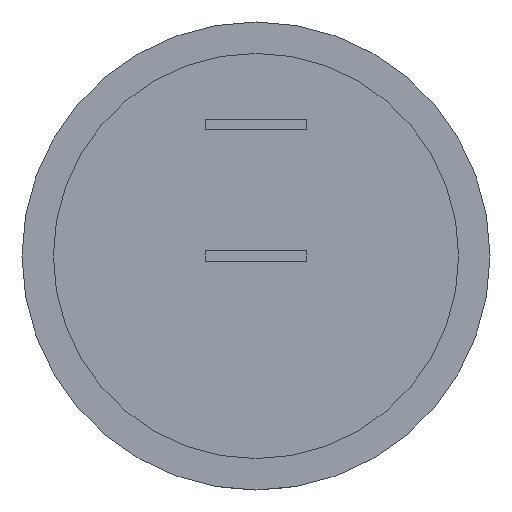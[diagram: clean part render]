
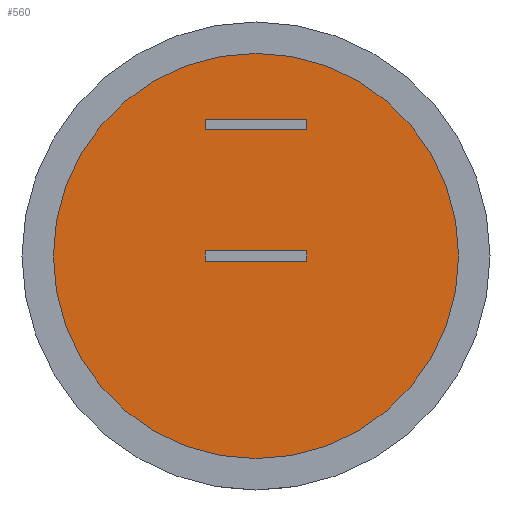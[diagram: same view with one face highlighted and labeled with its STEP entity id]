
A CAD part, front view. The second image highlights one B-rep face of the part: STEP entity #560.
In plain terms, the highlighted planar face has unit normal (0, -1, 0).
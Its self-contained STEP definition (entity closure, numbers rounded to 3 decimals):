
#25=PLANE('',#612);
#45=CIRCLE('',#613,10.);
#57=LINE('',#881,#103);
#58=LINE('',#883,#104);
#59=LINE('',#885,#105);
#60=LINE('',#886,#106);
#61=LINE('',#889,#107);
#62=LINE('',#891,#108);
#63=LINE('',#893,#109);
#64=LINE('',#894,#110);
#103=VECTOR('',#664,5.);
#104=VECTOR('',#665,0.5);
#105=VECTOR('',#666,5.);
#106=VECTOR('',#667,0.5);
#107=VECTOR('',#668,5.);
#108=VECTOR('',#669,0.5);
#109=VECTOR('',#670,5.);
#110=VECTOR('',#671,0.5);
#150=FACE_BOUND('',#193,.T.);
#151=FACE_BOUND('',#194,.T.);
#155=FACE_OUTER_BOUND('',#192,.T.);
#192=EDGE_LOOP('',(#395));
#193=EDGE_LOOP('',(#396,#397,#398,#399));
#194=EDGE_LOOP('',(#400,#401,#402,#403));
#262=VERTEX_POINT('',#877);
#263=VERTEX_POINT('',#879);
#264=VERTEX_POINT('',#880);
#265=VERTEX_POINT('',#882);
#266=VERTEX_POINT('',#884);
#267=VERTEX_POINT('',#887);
#268=VERTEX_POINT('',#888);
#269=VERTEX_POINT('',#890);
#270=VERTEX_POINT('',#892);
#315=EDGE_CURVE('',#262,#262,#45,.T.);
#316=EDGE_CURVE('',#263,#264,#57,.T.);
#317=EDGE_CURVE('',#265,#263,#58,.T.);
#318=EDGE_CURVE('',#266,#265,#59,.T.);
#319=EDGE_CURVE('',#264,#266,#60,.T.);
#320=EDGE_CURVE('',#267,#268,#61,.T.);
#321=EDGE_CURVE('',#269,#267,#62,.T.);
#322=EDGE_CURVE('',#270,#269,#63,.T.);
#323=EDGE_CURVE('',#268,#270,#64,.T.);
#395=ORIENTED_EDGE('',*,*,#315,.T.);
#396=ORIENTED_EDGE('',*,*,#316,.F.);
#397=ORIENTED_EDGE('',*,*,#317,.F.);
#398=ORIENTED_EDGE('',*,*,#318,.F.);
#399=ORIENTED_EDGE('',*,*,#319,.F.);
#400=ORIENTED_EDGE('',*,*,#320,.F.);
#401=ORIENTED_EDGE('',*,*,#321,.F.);
#402=ORIENTED_EDGE('',*,*,#322,.F.);
#403=ORIENTED_EDGE('',*,*,#323,.F.);
#560=ADVANCED_FACE('',(#155,#150,#151),#25,.T.);
#612=AXIS2_PLACEMENT_3D('',#876,#660,#661);
#613=AXIS2_PLACEMENT_3D('',#878,#662,#663);
#660=DIRECTION('center_axis',(0.,-1.,0.));
#661=DIRECTION('ref_axis',(0.,0.,-1.));
#662=DIRECTION('center_axis',(0.,-1.,0.));
#663=DIRECTION('ref_axis',(0.,0.,-1.));
#664=DIRECTION('',(1.,0.,0.));
#665=DIRECTION('',(0.,0.,-1.));
#666=DIRECTION('',(-1.,0.,0.));
#667=DIRECTION('',(0.,0.,1.));
#668=DIRECTION('',(1.,0.,0.));
#669=DIRECTION('',(0.,0.,-1.));
#670=DIRECTION('',(-1.,0.,0.));
#671=DIRECTION('',(0.,0.,1.));
#876=CARTESIAN_POINT('Origin',(0.,-14.,0.));
#877=CARTESIAN_POINT('',(0.,-14.,-10.));
#878=CARTESIAN_POINT('Origin',(0.,-14.,0.));
#879=CARTESIAN_POINT('',(-2.5,-14.,6.25));
#880=CARTESIAN_POINT('',(2.5,-14.,6.25));
#881=CARTESIAN_POINT('',(-2.5,-14.,6.25));
#882=CARTESIAN_POINT('',(-2.5,-14.,6.75));
#883=CARTESIAN_POINT('',(-2.5,-14.,6.75));
#884=CARTESIAN_POINT('',(2.5,-14.,6.75));
#885=CARTESIAN_POINT('',(2.5,-14.,6.75));
#886=CARTESIAN_POINT('',(2.5,-14.,6.25));
#887=CARTESIAN_POINT('',(-2.5,-14.,-0.25));
#888=CARTESIAN_POINT('',(2.5,-14.,-0.25));
#889=CARTESIAN_POINT('',(-2.5,-14.,-0.25));
#890=CARTESIAN_POINT('',(-2.5,-14.,0.25));
#891=CARTESIAN_POINT('',(-2.5,-14.,0.25));
#892=CARTESIAN_POINT('',(2.5,-14.,0.25));
#893=CARTESIAN_POINT('',(2.5,-14.,0.25));
#894=CARTESIAN_POINT('',(2.5,-14.,-0.25));
